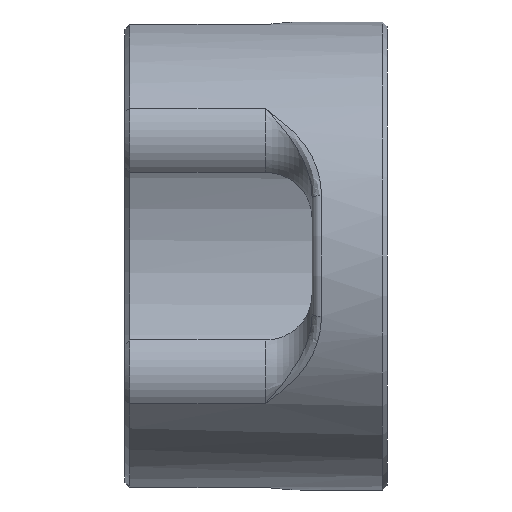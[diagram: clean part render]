
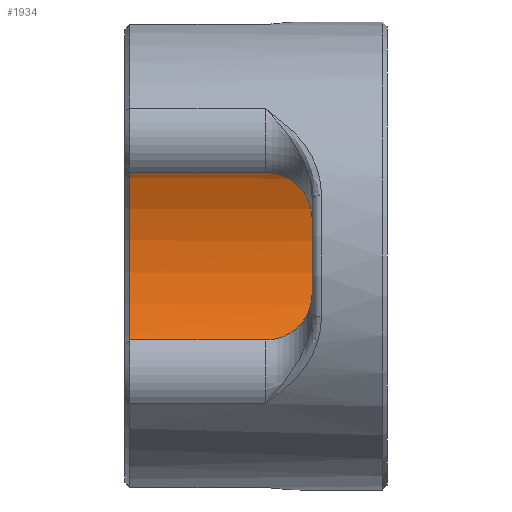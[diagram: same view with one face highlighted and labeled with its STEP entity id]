
A CAD part, left-side view. The second image highlights one B-rep face of the part: STEP entity #1934.
In plain terms, the highlighted cylindrical face has radius 20.5 mm (diameter 41 mm), a partial arc.
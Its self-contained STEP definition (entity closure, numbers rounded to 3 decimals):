
#86 = CARTESIAN_POINT ( 'NONE',  ( 17.03, 13., -11.411 ) ) ;
#136 = EDGE_CURVE ( 'NONE', #2783, #2814, #1230, .T. ) ;
#169 = DIRECTION ( 'NONE',  ( 0., 0., -1. ) ) ;
#235 = VECTOR ( 'NONE', #5527, 1000. ) ;
#280 = CARTESIAN_POINT ( 'NONE',  ( 16.837, 10.907, 11.695 ) ) ;
#395 = VERTEX_POINT ( 'NONE', #2874 ) ;
#449 = DIRECTION ( 'NONE',  ( 0., 0., -1. ) ) ;
#511 = EDGE_CURVE ( 'NONE', #1434, #2783, #5581, .T. ) ;
#628 = DIRECTION ( 'NONE',  ( 0., 1., 0. ) ) ;
#649 = DIRECTION ( 'NONE',  ( 0., -1., 0. ) ) ;
#759 = CARTESIAN_POINT ( 'NONE',  ( 15.597, 8.488, 13.305 ) ) ;
#857 = CARTESIAN_POINT ( 'NONE',  ( 14.968, 8., 14.008 ) ) ;
#925 = FACE_OUTER_BOUND ( 'NONE', #4827, .T. ) ;
#1073 = CARTESIAN_POINT ( 'NONE',  ( 16.835, 11.113, -11.699 ) ) ;
#1100 = VERTEX_POINT ( 'NONE', #1864 ) ;
#1209 = CARTESIAN_POINT ( 'NONE',  ( 14.773, 8., -14.212 ) ) ;
#1230 = CIRCLE ( 'NONE', #3584, 20.5 ) ;
#1256 = CARTESIAN_POINT ( 'NONE',  ( 16.705, 10.425, 11.883 ) ) ;
#1272 = CARTESIAN_POINT ( 'NONE',  ( 16.35, 9.693, -12.368 ) ) ;
#1348 = ORIENTED_EDGE ( 'NONE', *, *, #4471, .T. ) ;
#1434 = VERTEX_POINT ( 'NONE', #5329 ) ;
#1617 = AXIS2_PLACEMENT_3D ( 'NONE', #4522, #649, #4626 ) ;
#1647 = VERTEX_POINT ( 'NONE', #3140 ) ;
#1666 = CARTESIAN_POINT ( 'NONE',  ( 16.628, 10.371, -11.991 ) ) ;
#1709 = CARTESIAN_POINT ( 'NONE',  ( 15.135, 8.1, 13.829 ) ) ;
#1757 = CARTESIAN_POINT ( 'NONE',  ( 17.078, 28., 11.34 ) ) ;
#1773 = CARTESIAN_POINT ( 'NONE',  ( 16.343, 9.546, 12.376 ) ) ;
#1789 = CARTESIAN_POINT ( 'NONE',  ( 16.241, 9.483, -12.511 ) ) ;
#1864 = CARTESIAN_POINT ( 'NONE',  ( 14.773, 8., -14.212 ) ) ;
#1919 = ORIENTED_EDGE ( 'NONE', *, *, #2746, .T. ) ;
#1934 = ADVANCED_FACE ( 'NONE', ( #925 ), #2852, .F. ) ;
#1974 = CARTESIAN_POINT ( 'NONE',  ( 17.03, 27.5, -11.411 ) ) ;
#2247 = CARTESIAN_POINT ( 'NONE',  ( 16.806, 10.786, 11.739 ) ) ;
#2610 = EDGE_CURVE ( 'NONE', #1647, #1100, #3860, .T. ) ;
#2671 = ORIENTED_EDGE ( 'NONE', *, *, #136, .T. ) ;
#2685 = B_SPLINE_CURVE_WITH_KNOTS ( 'NONE', 3,
 ( #857, #1709, #6078, #759, #2725, #5597, #3744, #5627, #1773, #3266, #6045, #5566, #1256, #2247, #280, #4687, #2785, #3300, #4716, #5117 ),
 .UNSPECIFIED., .F., .F.,
 ( 4, 2, 2, 2, 2, 2, 2, 2, 2, 4 ),
 ( 0., 0.125, 0.25, 0.375, 0.437, 0.5, 0.625, 0.687, 0.75, 1. ),
 .UNSPECIFIED. ) ;
#2725 = CARTESIAN_POINT ( 'NONE',  ( 15.74, 8.64, 13.136 ) ) ;
#2746 = EDGE_CURVE ( 'NONE', #2814, #1647, #5647, .T. ) ;
#2772 = CARTESIAN_POINT ( 'NONE',  ( 15.874, 8.921, -12.973 ) ) ;
#2783 = VERTEX_POINT ( 'NONE', #3979 ) ;
#2785 = CARTESIAN_POINT ( 'NONE',  ( 16.92, 11.286, 11.575 ) ) ;
#2814 = VERTEX_POINT ( 'NONE', #1974 ) ;
#2852 = CYLINDRICAL_SURFACE ( 'NONE', #5663, 20.5 ) ;
#2874 = CARTESIAN_POINT ( 'NONE',  ( 14.968, 8., 14.008 ) ) ;
#3140 = CARTESIAN_POINT ( 'NONE',  ( 17.03, 13., -11.411 ) ) ;
#3150 = DIRECTION ( 'NONE',  ( 0., -1., 0. ) ) ;
#3266 = CARTESIAN_POINT ( 'NONE',  ( 16.444, 9.756, 12.241 ) ) ;
#3300 = CARTESIAN_POINT ( 'NONE',  ( 17.033, 11.927, 11.409 ) ) ;
#3542 = CIRCLE ( 'NONE', #1617, 20.5 ) ;
#3584 = AXIS2_PLACEMENT_3D ( 'NONE', #4965, #628, #169 ) ;
#3606 = CARTESIAN_POINT ( 'NONE',  ( 16.544, 10.138, -12.107 ) ) ;
#3628 = ORIENTED_EDGE ( 'NONE', *, *, #511, .T. ) ;
#3634 = CARTESIAN_POINT ( 'NONE',  ( 15.591, 8.596, -13.312 ) ) ;
#3744 = CARTESIAN_POINT ( 'NONE',  ( 16.123, 9.152, 12.663 ) ) ;
#3860 = B_SPLINE_CURVE_WITH_KNOTS ( 'NONE', 3,
 ( #86, #4078, #5411, #1073, #6007, #1666, #3606, #1272, #1789, #5204, #2772, #3634, #4671, #4639, #5171, #1209 ),
 .UNSPECIFIED., .F., .F.,
 ( 4, 2, 2, 2, 2, 2, 2, 4 ),
 ( 0., 0.25, 0.375, 0.5, 0.625, 0.75, 0.875, 1. ),
 .UNSPECIFIED. ) ;
#3979 = CARTESIAN_POINT ( 'NONE',  ( 17.078, 27.5, 11.34 ) ) ;
#4078 = CARTESIAN_POINT ( 'NONE',  ( 17.03, 12.446, -11.411 ) ) ;
#4265 = ORIENTED_EDGE ( 'NONE', *, *, #5733, .T. ) ;
#4317 = DIRECTION ( 'NONE',  ( 0., -1., 0. ) ) ;
#4369 = VECTOR ( 'NONE', #3150, 1000. ) ;
#4471 = EDGE_CURVE ( 'NONE', #1100, #395, #3542, .T. ) ;
#4522 = CARTESIAN_POINT ( 'NONE',  ( 0., 8., 0. ) ) ;
#4626 = DIRECTION ( 'NONE',  ( 0., 0., 1. ) ) ;
#4639 = CARTESIAN_POINT ( 'NONE',  ( 15.12, 8.198, -13.846 ) ) ;
#4671 = CARTESIAN_POINT ( 'NONE',  ( 15.439, 8.45, -13.489 ) ) ;
#4687 = CARTESIAN_POINT ( 'NONE',  ( 16.894, 11.158, 11.612 ) ) ;
#4716 = CARTESIAN_POINT ( 'NONE',  ( 17.078, 12.46, 11.34 ) ) ;
#4785 = CARTESIAN_POINT ( 'NONE',  ( 0., 28., 0. ) ) ;
#4827 = EDGE_LOOP ( 'NONE', ( #1919, #5609, #1348, #4265, #3628, #2671 ) ) ;
#4965 = CARTESIAN_POINT ( 'NONE',  ( 0., 27.5, 0. ) ) ;
#5117 = CARTESIAN_POINT ( 'NONE',  ( 17.078, 13., 11.34 ) ) ;
#5171 = CARTESIAN_POINT ( 'NONE',  ( 14.951, 8.09, -14.028 ) ) ;
#5204 = CARTESIAN_POINT ( 'NONE',  ( 16.003, 9.099, -12.813 ) ) ;
#5329 = CARTESIAN_POINT ( 'NONE',  ( 17.078, 13., 11.34 ) ) ;
#5411 = CARTESIAN_POINT ( 'NONE',  ( 16.982, 11.9, -11.485 ) ) ;
#5527 = DIRECTION ( 'NONE',  ( 0., 1., 0. ) ) ;
#5566 = CARTESIAN_POINT ( 'NONE',  ( 16.627, 10.195, 11.993 ) ) ;
#5581 = LINE ( 'NONE', #1757, #235 ) ;
#5597 = CARTESIAN_POINT ( 'NONE',  ( 16.002, 8.972, 12.815 ) ) ;
#5609 = ORIENTED_EDGE ( 'NONE', *, *, #2610, .T. ) ;
#5614 = CARTESIAN_POINT ( 'NONE',  ( 17.03, 28., -11.411 ) ) ;
#5627 = CARTESIAN_POINT ( 'NONE',  ( 16.29, 9.446, 12.445 ) ) ;
#5647 = LINE ( 'NONE', #5614, #4369 ) ;
#5663 = AXIS2_PLACEMENT_3D ( 'NONE', #4785, #4317, #449 ) ;
#5733 = EDGE_CURVE ( 'NONE', #395, #1434, #2685, .T. ) ;
#6007 = CARTESIAN_POINT ( 'NONE',  ( 16.773, 10.857, -11.787 ) ) ;
#6045 = CARTESIAN_POINT ( 'NONE',  ( 16.492, 9.865, 12.176 ) ) ;
#6078 = CARTESIAN_POINT ( 'NONE',  ( 15.293, 8.217, 13.654 ) ) ;
